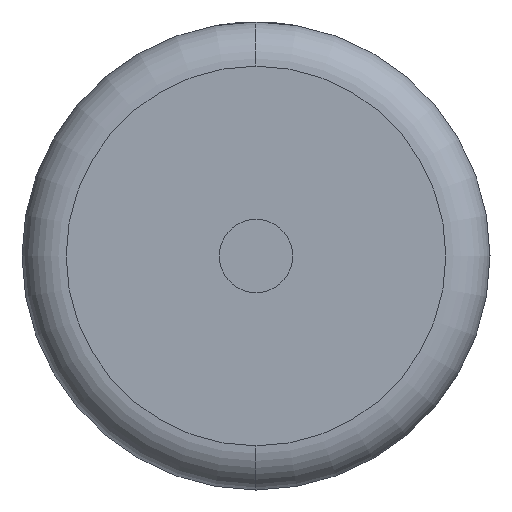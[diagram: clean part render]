
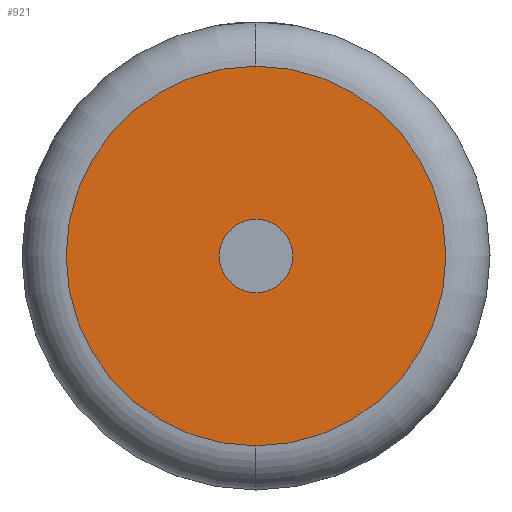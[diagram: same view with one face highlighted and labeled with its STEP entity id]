
A CAD part, left-side view. The second image highlights one B-rep face of the part: STEP entity #921.
In plain terms, the highlighted planar face has unit normal (-1, 0, 0).
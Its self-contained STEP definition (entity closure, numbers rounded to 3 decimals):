
#119 = DIRECTION ( 'NONE',  ( 0., 0., -1. ) ) ;
#188 = DIRECTION ( 'NONE',  ( -1., 0., 0. ) ) ;
#227 = EDGE_CURVE ( 'NONE', #705, #3207, #2399, .T. ) ;
#252 = ORIENTED_EDGE ( 'NONE', *, *, #227, .T. ) ;
#300 = DIRECTION ( 'NONE',  ( 0., 0., -1. ) ) ;
#436 = DIRECTION ( 'NONE',  ( 0., 0., -1. ) ) ;
#465 = AXIS2_PLACEMENT_3D ( 'NONE', #3978, #2182, #300 ) ;
#474 = EDGE_CURVE ( 'NONE', #3207, #705, #1124, .T. ) ;
#490 = CARTESIAN_POINT ( 'NONE',  ( 0., 0., 6. ) ) ;
#705 = VERTEX_POINT ( 'NONE', #1202 ) ;
#921 = ADVANCED_FACE ( 'NONE', ( #3448, #1893 ), #1659, .F. ) ;
#999 = VERTEX_POINT ( 'NONE', #490 ) ;
#1049 = CARTESIAN_POINT ( 'NONE',  ( 0., 0., 0. ) ) ;
#1124 = CIRCLE ( 'NONE', #1469, 31.039 ) ;
#1202 = CARTESIAN_POINT ( 'NONE',  ( 0., 0., -31.039 ) ) ;
#1297 = DIRECTION ( 'NONE',  ( 0., 0., -1. ) ) ;
#1396 = CIRCLE ( 'NONE', #465, 6. ) ;
#1469 = AXIS2_PLACEMENT_3D ( 'NONE', #2981, #188, #436 ) ;
#1659 = PLANE ( 'NONE',  #3335 ) ;
#1706 = EDGE_CURVE ( 'NONE', #2455, #999, #2142, .T. ) ;
#1786 = DIRECTION ( 'NONE',  ( 0., 0., -1. ) ) ;
#1799 = CARTESIAN_POINT ( 'NONE',  ( 0., 0., -6. ) ) ;
#1893 = FACE_BOUND ( 'NONE', #2199, .T. ) ;
#1918 = CARTESIAN_POINT ( 'NONE',  ( 0., 0., 0. ) ) ;
#1943 = EDGE_CURVE ( 'NONE', #999, #2455, #1396, .T. ) ;
#2124 = ORIENTED_EDGE ( 'NONE', *, *, #1706, .F. ) ;
#2142 = CIRCLE ( 'NONE', #3846, 6. ) ;
#2182 = DIRECTION ( 'NONE',  ( -1., 0., 0. ) ) ;
#2199 = EDGE_LOOP ( 'NONE', ( #2124, #3193 ) ) ;
#2318 = AXIS2_PLACEMENT_3D ( 'NONE', #1918, #2845, #1297 ) ;
#2399 = CIRCLE ( 'NONE', #2318, 31.039 ) ;
#2455 = VERTEX_POINT ( 'NONE', #1799 ) ;
#2832 = CARTESIAN_POINT ( 'NONE',  ( 0., 0., 31.039 ) ) ;
#2845 = DIRECTION ( 'NONE',  ( -1., 0., 0. ) ) ;
#2981 = CARTESIAN_POINT ( 'NONE',  ( 0., 0., 0. ) ) ;
#3193 = ORIENTED_EDGE ( 'NONE', *, *, #1943, .F. ) ;
#3207 = VERTEX_POINT ( 'NONE', #2832 ) ;
#3335 = AXIS2_PLACEMENT_3D ( 'NONE', #1049, #3837, #119 ) ;
#3375 = EDGE_LOOP ( 'NONE', ( #252, #3718 ) ) ;
#3448 = FACE_OUTER_BOUND ( 'NONE', #3375, .T. ) ;
#3631 = CARTESIAN_POINT ( 'NONE',  ( 0., 0., 0. ) ) ;
#3718 = ORIENTED_EDGE ( 'NONE', *, *, #474, .T. ) ;
#3837 = DIRECTION ( 'NONE',  ( 1., 0., 0. ) ) ;
#3846 = AXIS2_PLACEMENT_3D ( 'NONE', #3631, #3924, #1786 ) ;
#3924 = DIRECTION ( 'NONE',  ( -1., 0., 0. ) ) ;
#3978 = CARTESIAN_POINT ( 'NONE',  ( 0., 0., 0. ) ) ;
